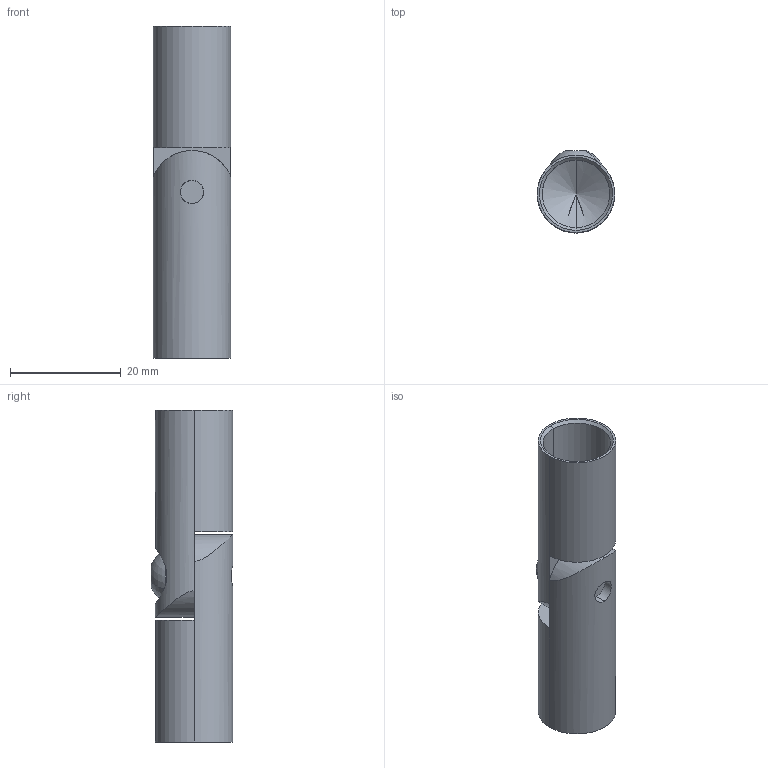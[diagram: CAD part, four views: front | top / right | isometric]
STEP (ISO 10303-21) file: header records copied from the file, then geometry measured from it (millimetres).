
FILE_DESCRIPTION (( 'STEP AP203' ), '1' );
FILE_NAME ('50430-240.step', '2020-10-01T06:23:32', ( '' ), ( '' ), 'SwSTEP 2.0', 'SolidWorks 2018', '' );
FILE_SCHEMA (( 'CONFIG_CONTROL_DESIGN' ));
Length unit declared in the file: millimetre
Products named in the file (8): 504XX-240 Teil1; 50430-240; DIN 7380_DIN 7380 M5x10; 504XX-240 Teil2; 504XX-240 Teil2_50430-240 Teil2; 504XX-240 Teil1_50430-240 Teil1; DIN 7380
Assembly tree (4 placements, depth 2):
  504XX-240 Teil1
  50430-240
    504XX-240 Teil1_50430-240 Teil1
    504XX-240 Teil2_50430-240 Teil2
    DIN 7380_DIN 7380 M5x10
  504XX-240 Teil2
  50430-240
    DIN 7380
Bounding box: 14 x 14.8 x 60 mm (x, y, z)
Volume: 4488.9 mm3; surface area: 5432.2 mm2
Topology: 3 solids, 3 shells, 292 faces, 745 edges, 485 vertices
Faces by surface type: plane 116, bspline 103, cylinder 48, cone 21, torus 2, sphere 2
Entity records: 14083 total; most frequent: CARTESIAN_POINT 6945, ORIENTED_EDGE 1476, DIRECTION 1048, EDGE_CURVE 738, VERTEX_POINT 483, AXIS2_PLACEMENT_3D 351, VECTOR 346, LINE 346
